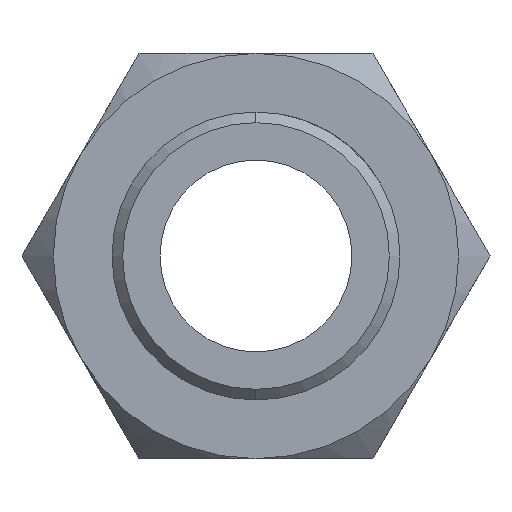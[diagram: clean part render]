
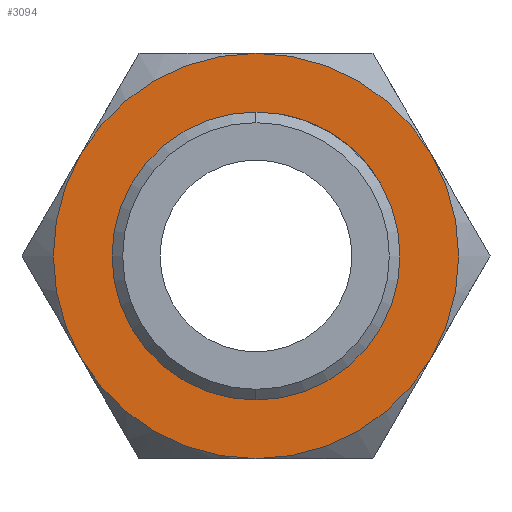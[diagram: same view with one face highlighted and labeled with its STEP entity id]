
A CAD part, left-side view. The second image highlights one B-rep face of the part: STEP entity #3094.
In plain terms, the highlighted planar face has unit normal (-1, 0, 0).
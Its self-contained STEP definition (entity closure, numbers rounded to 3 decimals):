
#5 = DIRECTION ( 'NONE',  ( 1., 0., 0. ) ) ;
#92 = EDGE_CURVE ( 'NONE', #4672, #1209, #2040, .T. ) ;
#139 = EDGE_CURVE ( 'NONE', #768, #343, #1697, .T. ) ;
#220 = PLANE ( 'NONE',  #4761 ) ;
#260 = ORIENTED_EDGE ( 'NONE', *, *, #1326, .F. ) ;
#343 = VERTEX_POINT ( 'NONE', #5321 ) ;
#381 = DIRECTION ( 'NONE',  ( -1., 0., 0. ) ) ;
#448 = VERTEX_POINT ( 'NONE', #3471 ) ;
#573 = CIRCLE ( 'NONE', #3699, 6.75 ) ;
#646 = DIRECTION ( 'NONE',  ( 0., 0., -1. ) ) ;
#723 = EDGE_CURVE ( 'NONE', #448, #768, #4751, .T. ) ;
#751 = CARTESIAN_POINT ( 'NONE',  ( 30., 0., 9.5 ) ) ;
#768 = VERTEX_POINT ( 'NONE', #1892 ) ;
#985 = ORIENTED_EDGE ( 'NONE', *, *, #139, .F. ) ;
#1209 = VERTEX_POINT ( 'NONE', #2775 ) ;
#1269 = AXIS2_PLACEMENT_3D ( 'NONE', #3824, #1325, #2215 ) ;
#1301 = EDGE_CURVE ( 'NONE', #1209, #4672, #573, .T. ) ;
#1325 = DIRECTION ( 'NONE',  ( 1., 0., 0. ) ) ;
#1326 = EDGE_CURVE ( 'NONE', #2870, #448, #3614, .T. ) ;
#1337 = VERTEX_POINT ( 'NONE', #3668 ) ;
#1397 = DIRECTION ( 'NONE',  ( -1., 0., 0. ) ) ;
#1423 = EDGE_CURVE ( 'NONE', #3162, #1337, #2748, .T. ) ;
#1482 = DIRECTION ( 'NONE',  ( 1., 0., 0. ) ) ;
#1697 = CIRCLE ( 'NONE', #2654, 9.5 ) ;
#1709 = AXIS2_PLACEMENT_3D ( 'NONE', #4726, #4673, #3847 ) ;
#1755 = CARTESIAN_POINT ( 'NONE',  ( 30., 0., 0. ) ) ;
#1892 = CARTESIAN_POINT ( 'NONE',  ( 30., 8.227, -4.75 ) ) ;
#2040 = CIRCLE ( 'NONE', #3092, 6.75 ) ;
#2095 = CARTESIAN_POINT ( 'NONE',  ( 30., 0., 0. ) ) ;
#2215 = DIRECTION ( 'NONE',  ( 0., 0., -1. ) ) ;
#2499 = DIRECTION ( 'NONE',  ( 0., 0., -1. ) ) ;
#2524 = CARTESIAN_POINT ( 'NONE',  ( 30., 0., 0. ) ) ;
#2654 = AXIS2_PLACEMENT_3D ( 'NONE', #4861, #1482, #646 ) ;
#2714 = FACE_OUTER_BOUND ( 'NONE', #3811, .T. ) ;
#2748 = CIRCLE ( 'NONE', #1269, 9.5 ) ;
#2775 = CARTESIAN_POINT ( 'NONE',  ( 30., 0., 6.75 ) ) ;
#2870 = VERTEX_POINT ( 'NONE', #3063 ) ;
#2885 = EDGE_CURVE ( 'NONE', #3162, #343, #3620, .T. ) ;
#3044 = ORIENTED_EDGE ( 'NONE', *, *, #2885, .T. ) ;
#3063 = CARTESIAN_POINT ( 'NONE',  ( 30., -8.227, -4.75 ) ) ;
#3092 = AXIS2_PLACEMENT_3D ( 'NONE', #1755, #1397, #4312 ) ;
#3094 = ADVANCED_FACE ( 'NONE', ( #4445, #2714 ), #220, .F. ) ;
#3142 = ORIENTED_EDGE ( 'NONE', *, *, #1423, .F. ) ;
#3162 = VERTEX_POINT ( 'NONE', #751 ) ;
#3173 = DIRECTION ( 'NONE',  ( 0., 0., -1. ) ) ;
#3302 = EDGE_LOOP ( 'NONE', ( #3331, #4995 ) ) ;
#3303 = CARTESIAN_POINT ( 'NONE',  ( 30., 0., -6.75 ) ) ;
#3331 = ORIENTED_EDGE ( 'NONE', *, *, #1301, .F. ) ;
#3471 = CARTESIAN_POINT ( 'NONE',  ( 30., 0., -9.5 ) ) ;
#3602 = DIRECTION ( 'NONE',  ( 0., 0., -1. ) ) ;
#3613 = CIRCLE ( 'NONE', #3870, 9.5 ) ;
#3614 = CIRCLE ( 'NONE', #4482, 9.5 ) ;
#3620 = CIRCLE ( 'NONE', #1709, 9.5 ) ;
#3668 = CARTESIAN_POINT ( 'NONE',  ( 30., -8.227, 4.75 ) ) ;
#3699 = AXIS2_PLACEMENT_3D ( 'NONE', #4129, #381, #4564 ) ;
#3811 = EDGE_LOOP ( 'NONE', ( #4441, #260, #4652, #3142, #3044, #985 ) ) ;
#3824 = CARTESIAN_POINT ( 'NONE',  ( 30., 0., 0. ) ) ;
#3847 = DIRECTION ( 'NONE',  ( 0., 0., 1. ) ) ;
#3870 = AXIS2_PLACEMENT_3D ( 'NONE', #2524, #4955, #2499 ) ;
#4056 = EDGE_CURVE ( 'NONE', #1337, #2870, #3613, .T. ) ;
#4129 = CARTESIAN_POINT ( 'NONE',  ( 30., 0., 0. ) ) ;
#4312 = DIRECTION ( 'NONE',  ( 0., 0., 1. ) ) ;
#4342 = CARTESIAN_POINT ( 'NONE',  ( 30., 0., 0. ) ) ;
#4441 = ORIENTED_EDGE ( 'NONE', *, *, #723, .F. ) ;
#4445 = FACE_BOUND ( 'NONE', #3302, .T. ) ;
#4452 = CARTESIAN_POINT ( 'NONE',  ( 30., 0., 0. ) ) ;
#4482 = AXIS2_PLACEMENT_3D ( 'NONE', #4452, #5, #4953 ) ;
#4564 = DIRECTION ( 'NONE',  ( 0., 0., 1. ) ) ;
#4652 = ORIENTED_EDGE ( 'NONE', *, *, #4056, .F. ) ;
#4654 = AXIS2_PLACEMENT_3D ( 'NONE', #2095, #5263, #3602 ) ;
#4672 = VERTEX_POINT ( 'NONE', #3303 ) ;
#4673 = DIRECTION ( 'NONE',  ( -1., 0., 0. ) ) ;
#4726 = CARTESIAN_POINT ( 'NONE',  ( 30., 0., 0. ) ) ;
#4751 = CIRCLE ( 'NONE', #4654, 9.5 ) ;
#4761 = AXIS2_PLACEMENT_3D ( 'NONE', #4342, #4862, #3173 ) ;
#4861 = CARTESIAN_POINT ( 'NONE',  ( 30., 0., 0. ) ) ;
#4862 = DIRECTION ( 'NONE',  ( 1., 0., 0. ) ) ;
#4953 = DIRECTION ( 'NONE',  ( 0., 0., -1. ) ) ;
#4955 = DIRECTION ( 'NONE',  ( 1., 0., 0. ) ) ;
#4995 = ORIENTED_EDGE ( 'NONE', *, *, #92, .F. ) ;
#5263 = DIRECTION ( 'NONE',  ( 1., 0., 0. ) ) ;
#5321 = CARTESIAN_POINT ( 'NONE',  ( 30., 8.227, 4.75 ) ) ;
